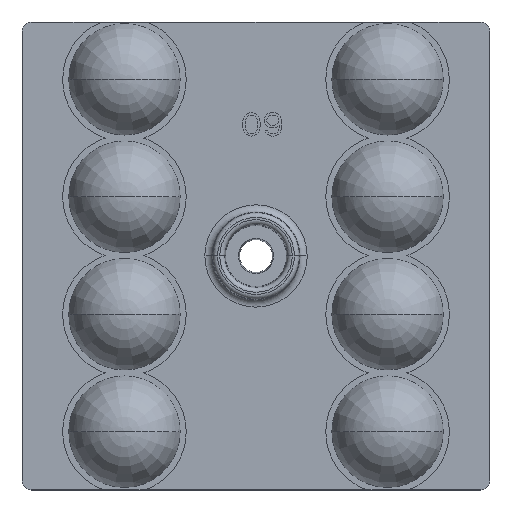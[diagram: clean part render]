
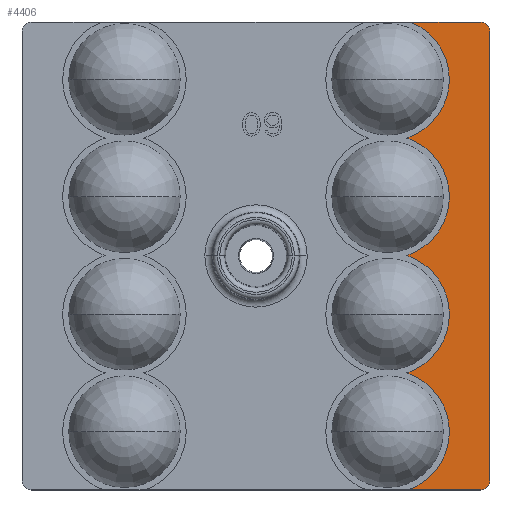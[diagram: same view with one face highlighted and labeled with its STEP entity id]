
A CAD part, top view. The second image highlights one B-rep face of the part: STEP entity #4406.
In plain terms, the highlighted planar face has unit normal (0, 0, 1).
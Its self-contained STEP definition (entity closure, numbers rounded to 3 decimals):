
#165=DIRECTION('',(-1.,0.,0.));
#166=VECTOR('',#165,7.711);
#167=CARTESIAN_POINT('',(37.9,-18.7,2.544));
#168=LINE('',#167,#166);
#169=CARTESIAN_POINT('',(28.,-12.5,2.544));
#170=DIRECTION('',(0.,0.,1.));
#171=DIRECTION('',(0.333,-0.943,0.));
#172=AXIS2_PLACEMENT_3D('',#169,#170,#171);
#174=CARTESIAN_POINT('',(28.,-12.5,2.544));
#175=DIRECTION('',(0.,0.,1.));
#176=DIRECTION('',(1.,0.,0.));
#177=AXIS2_PLACEMENT_3D('',#174,#175,#176);
#179=CARTESIAN_POINT('',(28.,0.,2.544));
#180=DIRECTION('',(0.,0.,1.));
#181=DIRECTION('',(0.311,-0.951,0.));
#182=AXIS2_PLACEMENT_3D('',#179,#180,#181);
#184=CARTESIAN_POINT('',(28.,0.,2.544));
#185=DIRECTION('',(0.,0.,1.));
#186=DIRECTION('',(1.,0.,0.));
#187=AXIS2_PLACEMENT_3D('',#184,#185,#186);
#189=CARTESIAN_POINT('',(28.,12.5,2.544));
#190=DIRECTION('',(0.,0.,1.));
#191=DIRECTION('',(0.311,-0.951,0.));
#192=AXIS2_PLACEMENT_3D('',#189,#190,#191);
#194=CARTESIAN_POINT('',(28.,12.5,2.544));
#195=DIRECTION('',(0.,0.,1.));
#196=DIRECTION('',(1.,0.,0.));
#197=AXIS2_PLACEMENT_3D('',#194,#195,#196);
#199=CARTESIAN_POINT('',(28.,25.,2.544));
#200=DIRECTION('',(0.,0.,1.));
#201=DIRECTION('',(0.311,-0.951,0.));
#202=AXIS2_PLACEMENT_3D('',#199,#200,#201);
#204=CARTESIAN_POINT('',(28.,25.,2.544));
#205=DIRECTION('',(0.,0.,1.));
#206=DIRECTION('',(1.,0.,0.));
#207=AXIS2_PLACEMENT_3D('',#204,#205,#206);
#209=DIRECTION('',(1.,0.,0.));
#210=VECTOR('',#209,7.445);
#211=CARTESIAN_POINT('',(30.454,31.1,2.544));
#212=LINE('',#211,#210);
#213=CARTESIAN_POINT('',(37.9,30.1,2.544));
#214=DIRECTION('',(0.,0.,-1.));
#215=DIRECTION('',(0.,1.,0.));
#216=AXIS2_PLACEMENT_3D('',#213,#214,#215);
#218=DIRECTION('',(0.,-1.,0.));
#219=VECTOR('',#218,47.8);
#220=CARTESIAN_POINT('',(38.9,30.1,2.544));
#221=LINE('',#220,#219);
#222=CARTESIAN_POINT('',(37.9,-17.7,2.544));
#223=DIRECTION('',(0.,0.,-1.));
#224=DIRECTION('',(1.,0.,0.));
#225=AXIS2_PLACEMENT_3D('',#222,#223,#224);
#3374=CARTESIAN_POINT('',(30.454,31.1,2.544));
#3375=CARTESIAN_POINT('',(37.9,31.1,2.544));
#3376=VERTEX_POINT('',#3374);
#3377=VERTEX_POINT('',#3375);
#3394=CARTESIAN_POINT('',(37.9,-18.7,2.544));
#3395=CARTESIAN_POINT('',(30.189,-18.7,2.544));
#3396=VERTEX_POINT('',#3394);
#3397=VERTEX_POINT('',#3395);
#3398=CARTESIAN_POINT('',(34.575,-12.5,2.544));
#3399=VERTEX_POINT('',#3398);
#3400=CARTESIAN_POINT('',(30.042,-6.25,2.544));
#3401=VERTEX_POINT('',#3400);
#3402=CARTESIAN_POINT('',(34.575,0.,2.544));
#3403=VERTEX_POINT('',#3402);
#3404=CARTESIAN_POINT('',(30.042,6.25,2.544));
#3405=VERTEX_POINT('',#3404);
#3406=CARTESIAN_POINT('',(34.575,12.5,2.544));
#3407=VERTEX_POINT('',#3406);
#3408=CARTESIAN_POINT('',(30.042,18.75,2.544));
#3409=VERTEX_POINT('',#3408);
#3410=CARTESIAN_POINT('',(34.575,25.,2.544));
#3411=VERTEX_POINT('',#3410);
#3412=CARTESIAN_POINT('',(38.9,30.1,2.544));
#3413=VERTEX_POINT('',#3412);
#3414=CARTESIAN_POINT('',(38.9,-17.7,2.544));
#3415=VERTEX_POINT('',#3414);
#4374=CARTESIAN_POINT('',(53.322,-31.149,2.544));
#4375=DIRECTION('',(0.,0.,1.));
#4376=DIRECTION('',(1.,0.,0.));
#4377=AXIS2_PLACEMENT_3D('',#4374,#4375,#4376);
#4378=PLANE('',#4377);
#4380=ORIENTED_EDGE('',*,*,#4379,.T.);
#4382=ORIENTED_EDGE('',*,*,#4381,.T.);
#4384=ORIENTED_EDGE('',*,*,#4383,.T.);
#4386=ORIENTED_EDGE('',*,*,#4385,.T.);
#4388=ORIENTED_EDGE('',*,*,#4387,.T.);
#4390=ORIENTED_EDGE('',*,*,#4389,.T.);
#4392=ORIENTED_EDGE('',*,*,#4391,.T.);
#4394=ORIENTED_EDGE('',*,*,#4393,.T.);
#4396=ORIENTED_EDGE('',*,*,#4395,.T.);
#4397=ORIENTED_EDGE('',*,*,#4348,.T.);
#4399=ORIENTED_EDGE('',*,*,#4398,.T.);
#4401=ORIENTED_EDGE('',*,*,#4400,.T.);
#4403=ORIENTED_EDGE('',*,*,#4402,.T.);
#4404=EDGE_LOOP('',(#4380,#4382,#4384,#4386,#4388,#4390,#4392,#4394,#4396,#4397,
#4399,#4401,#4403));
#4405=FACE_OUTER_BOUND('',#4404,.F.);
#173=CIRCLE('',#172,6.575);
#178=CIRCLE('',#177,6.575);
#183=CIRCLE('',#182,6.575);
#188=CIRCLE('',#187,6.575);
#193=CIRCLE('',#192,6.575);
#198=CIRCLE('',#197,6.575);
#203=CIRCLE('',#202,6.575);
#208=CIRCLE('',#207,6.575);
#217=CIRCLE('',#216,1.);
#226=CIRCLE('',#225,1.);
#4348=EDGE_CURVE('',#3376,#3377,#212,.T.);
#4379=EDGE_CURVE('',#3396,#3397,#168,.T.);
#4381=EDGE_CURVE('',#3397,#3399,#173,.T.);
#4383=EDGE_CURVE('',#3399,#3401,#178,.T.);
#4385=EDGE_CURVE('',#3401,#3403,#183,.T.);
#4387=EDGE_CURVE('',#3403,#3405,#188,.T.);
#4389=EDGE_CURVE('',#3405,#3407,#193,.T.);
#4391=EDGE_CURVE('',#3407,#3409,#198,.T.);
#4393=EDGE_CURVE('',#3409,#3411,#203,.T.);
#4395=EDGE_CURVE('',#3411,#3376,#208,.T.);
#4398=EDGE_CURVE('',#3377,#3413,#217,.T.);
#4400=EDGE_CURVE('',#3413,#3415,#221,.T.);
#4402=EDGE_CURVE('',#3415,#3396,#226,.T.);
#4406=ADVANCED_FACE('',(#4405),#4378,.T.);
